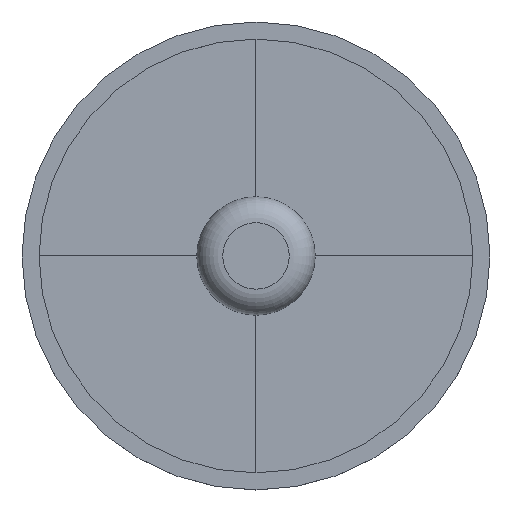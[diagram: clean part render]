
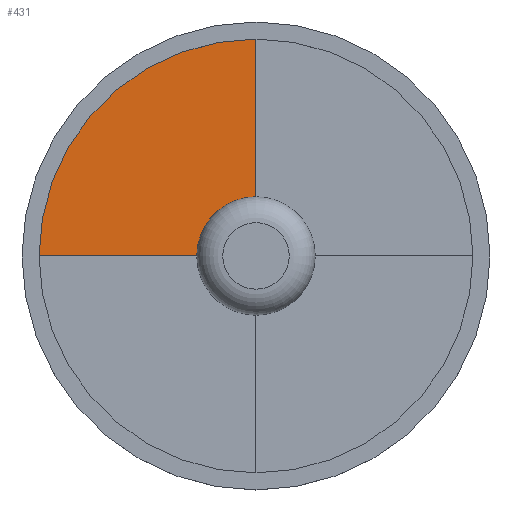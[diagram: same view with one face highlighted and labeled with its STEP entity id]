
A CAD part, top view. The second image highlights one B-rep face of the part: STEP entity #431.
In plain terms, the highlighted planar face has unit normal (0, 0, 1).
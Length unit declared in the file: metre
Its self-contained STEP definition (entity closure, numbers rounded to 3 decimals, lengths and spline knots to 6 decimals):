
#23=CIRCLE('',#631,0.114062);
#24=CIRCLE('',#632,0.417907);
#63=ORIENTED_EDGE('',*,*,#175,.F.);
#64=ORIENTED_EDGE('',*,*,#176,.F.);
#65=ORIENTED_EDGE('',*,*,#177,.T.);
#66=ORIENTED_EDGE('',*,*,#178,.T.);
#175=EDGE_CURVE('',#231,#232,#268,.T.);
#176=EDGE_CURVE('',#233,#231,#23,.T.);
#177=EDGE_CURVE('',#233,#234,#269,.T.);
#178=EDGE_CURVE('',#234,#232,#24,.T.);
#231=VERTEX_POINT('',#850);
#232=VERTEX_POINT('',#851);
#233=VERTEX_POINT('',#853);
#234=VERTEX_POINT('',#855);
#268=LINE('',#849,#300);
#269=LINE('',#854,#301);
#300=VECTOR('',#702,1.);
#301=VECTOR('',#705,1.);
#321=EDGE_LOOP('',(#63,#64,#65,#66));
#357=FACE_BOUND('',#321,.T.);
#389=PLANE('',#630);
#431=ADVANCED_FACE('',(#357),#389,.T.);
#630=AXIS2_PLACEMENT_3D('',#848,#700,#701);
#631=AXIS2_PLACEMENT_3D('',#852,#703,#704);
#632=AXIS2_PLACEMENT_3D('',#856,#706,#707);
#700=DIRECTION('',(0.,0.,1.));
#701=DIRECTION('',(1.,0.,0.));
#702=DIRECTION('',(-1.,0.,0.));
#703=DIRECTION('',(0.,0.,1.));
#704=DIRECTION('',(1.,0.,0.));
#705=DIRECTION('',(0.,1.,0.));
#706=DIRECTION('',(0.,0.,1.));
#707=DIRECTION('',(1.,0.,0.));
#848=CARTESIAN_POINT('',(1.093346,-0.432296,0.025));
#849=CARTESIAN_POINT('',(0.827361,-0.432296,0.025));
#850=CARTESIAN_POINT('',(0.979284,-0.432296,0.025));
#851=CARTESIAN_POINT('',(0.675439,-0.432296,0.025));
#852=CARTESIAN_POINT('',(1.093346,-0.432296,0.025));
#853=CARTESIAN_POINT('',(1.093346,-0.318234,0.025));
#854=CARTESIAN_POINT('',(1.093346,-0.166311,0.025));
#855=CARTESIAN_POINT('',(1.093346,-0.014389,0.025));
#856=CARTESIAN_POINT('',(1.093346,-0.432296,0.025));
